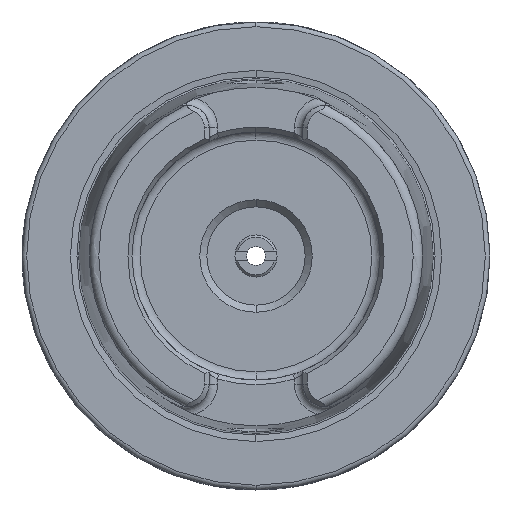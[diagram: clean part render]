
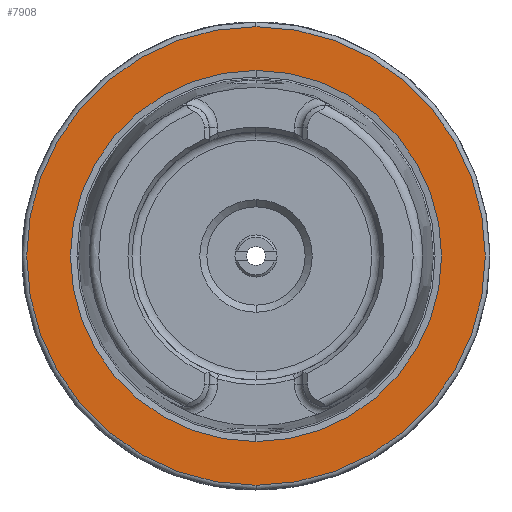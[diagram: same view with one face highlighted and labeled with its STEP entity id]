
A CAD part, left-side view. The second image highlights one B-rep face of the part: STEP entity #7908.
In plain terms, the highlighted planar face has unit normal (-1, 0, 0).
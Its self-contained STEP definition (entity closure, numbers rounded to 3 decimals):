
#244 = EDGE_CURVE ( 'NONE', #4575, #7183, #5449, .T. ) ;
#616 = DIRECTION ( 'NONE',  ( 0., 0., -1. ) ) ;
#618 = EDGE_CURVE ( 'NONE', #7183, #4575, #6519, .T. ) ;
#723 = ORIENTED_EDGE ( 'NONE', *, *, #618, .T. ) ;
#741 = EDGE_LOOP ( 'NONE', ( #6169, #723 ) ) ;
#955 = CARTESIAN_POINT ( 'NONE',  ( 0.05, 0., -49. ) ) ;
#994 = CARTESIAN_POINT ( 'NONE',  ( 0.05, 0., 0. ) ) ;
#1392 = CARTESIAN_POINT ( 'NONE',  ( 0.05, 0., 0. ) ) ;
#1942 = DIRECTION ( 'NONE',  ( 1., 0., 0. ) ) ;
#2167 = VERTEX_POINT ( 'NONE', #955 ) ;
#2198 = DIRECTION ( 'NONE',  ( 0., 0., 1. ) ) ;
#2381 = CIRCLE ( 'NONE', #3108, 49. ) ;
#2437 = CARTESIAN_POINT ( 'NONE',  ( 0.05, 0., 0. ) ) ;
#2772 = FACE_OUTER_BOUND ( 'NONE', #6531, .T. ) ;
#2947 = VERTEX_POINT ( 'NONE', #4052 ) ;
#3014 = CARTESIAN_POINT ( 'NONE',  ( 0.05, 0., 39.647 ) ) ;
#3045 = DIRECTION ( 'NONE',  ( 0., 0., -1. ) ) ;
#3065 = CARTESIAN_POINT ( 'NONE',  ( 0.05, 0., -39.647 ) ) ;
#3108 = AXIS2_PLACEMENT_3D ( 'NONE', #5630, #1942, #6242 ) ;
#3198 = AXIS2_PLACEMENT_3D ( 'NONE', #1392, #5038, #7553 ) ;
#3348 = AXIS2_PLACEMENT_3D ( 'NONE', #994, #3771, #616 ) ;
#3657 = AXIS2_PLACEMENT_3D ( 'NONE', #7636, #5788, #2198 ) ;
#3771 = DIRECTION ( 'NONE',  ( 1., 0., 0. ) ) ;
#3904 = PLANE ( 'NONE',  #3657 ) ;
#3957 = ORIENTED_EDGE ( 'NONE', *, *, #4909, .F. ) ;
#3974 = EDGE_CURVE ( 'NONE', #2947, #2167, #6251, .T. ) ;
#4052 = CARTESIAN_POINT ( 'NONE',  ( 0.05, 0., 49. ) ) ;
#4575 = VERTEX_POINT ( 'NONE', #3014 ) ;
#4909 = EDGE_CURVE ( 'NONE', #2167, #2947, #2381, .T. ) ;
#5038 = DIRECTION ( 'NONE',  ( 1., 0., 0. ) ) ;
#5440 = AXIS2_PLACEMENT_3D ( 'NONE', #2437, #6745, #3045 ) ;
#5449 = CIRCLE ( 'NONE', #3348, 39.647 ) ;
#5630 = CARTESIAN_POINT ( 'NONE',  ( 0.05, 0., 0. ) ) ;
#5706 = ORIENTED_EDGE ( 'NONE', *, *, #3974, .F. ) ;
#5788 = DIRECTION ( 'NONE',  ( -1., 0., 0. ) ) ;
#6069 = FACE_BOUND ( 'NONE', #741, .T. ) ;
#6169 = ORIENTED_EDGE ( 'NONE', *, *, #244, .T. ) ;
#6242 = DIRECTION ( 'NONE',  ( 0., 0., -1. ) ) ;
#6251 = CIRCLE ( 'NONE', #5440, 49. ) ;
#6519 = CIRCLE ( 'NONE', #3198, 39.647 ) ;
#6531 = EDGE_LOOP ( 'NONE', ( #3957, #5706 ) ) ;
#6745 = DIRECTION ( 'NONE',  ( 1., 0., 0. ) ) ;
#7183 = VERTEX_POINT ( 'NONE', #3065 ) ;
#7553 = DIRECTION ( 'NONE',  ( 0., 0., -1. ) ) ;
#7636 = CARTESIAN_POINT ( 'NONE',  ( 0.05, 39.647, 0. ) ) ;
#7908 = ADVANCED_FACE ( 'NONE', ( #6069, #2772 ), #3904, .T. ) ;
